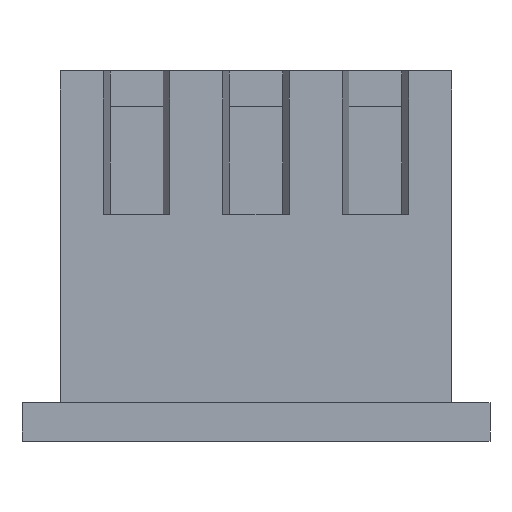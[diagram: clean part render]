
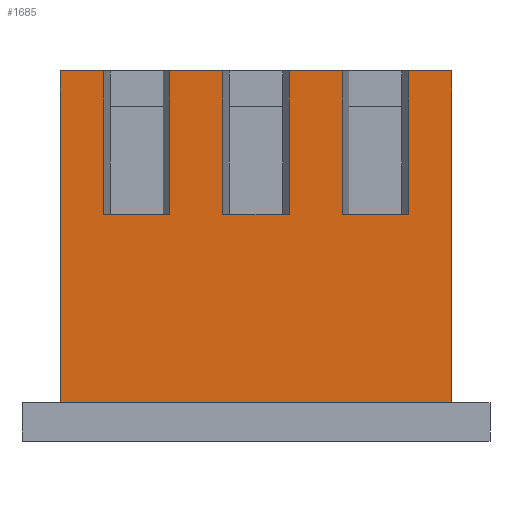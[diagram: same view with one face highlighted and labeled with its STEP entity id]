
A CAD part, front view. The second image highlights one B-rep face of the part: STEP entity #1685.
In plain terms, the highlighted planar face has unit normal (0, -1, 0).
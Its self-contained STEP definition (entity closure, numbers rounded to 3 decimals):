
#43 = CARTESIAN_POINT ( 'NONE',  ( 3.198, 0., 0.875 ) ) ;
#76 = DIRECTION ( 'NONE',  ( 0., 0., -1. ) ) ;
#167 = CARTESIAN_POINT ( 'NONE',  ( 0.698, 0., 0.875 ) ) ;
#199 = ORIENTED_EDGE ( 'NONE', *, *, #2351, .T. ) ;
#200 = DIRECTION ( 'NONE',  ( 1., 0., 0. ) ) ;
#202 = DIRECTION ( 'NONE',  ( 0., 0., 1. ) ) ;
#208 = VECTOR ( 'NONE', #1041, 1000. ) ;
#217 = CARTESIAN_POINT ( 'NONE',  ( 4.1, 0., 3.875 ) ) ;
#218 = PLANE ( 'NONE',  #591 ) ;
#260 = ORIENTED_EDGE ( 'NONE', *, *, #965, .F. ) ;
#290 = VERTEX_POINT ( 'NONE', #631 ) ;
#296 = EDGE_LOOP ( 'NONE', ( #1400, #2725, #1409, #1118, #1591, #199, #2624, #2121, #1653, #720, #2185, #2603, #1147, #1269, #2067, #260 ) ) ;
#298 = LINE ( 'NONE', #2934, #378 ) ;
#310 = VERTEX_POINT ( 'NONE', #2334 ) ;
#322 = DIRECTION ( 'NONE',  ( 0., 0., 1. ) ) ;
#378 = VECTOR ( 'NONE', #2964, 1000. ) ;
#419 = VERTEX_POINT ( 'NONE', #167 ) ;
#458 = CARTESIAN_POINT ( 'NONE',  ( 1.802, 0., 3.875 ) ) ;
#471 = VERTEX_POINT ( 'NONE', #1666 ) ;
#482 = LINE ( 'NONE', #217, #1831 ) ;
#492 = EDGE_CURVE ( 'NONE', #290, #419, #1140, .T. ) ;
#513 = VECTOR ( 'NONE', #2104, 1000. ) ;
#570 = CARTESIAN_POINT ( 'NONE',  ( -4.1, 0., 3.875 ) ) ;
#576 = CARTESIAN_POINT ( 'NONE',  ( 4.1, 0., 3.875 ) ) ;
#590 = EDGE_CURVE ( 'NONE', #1914, #3079, #482, .T. ) ;
#591 = AXIS2_PLACEMENT_3D ( 'NONE', #1667, #951, #202 ) ;
#631 = CARTESIAN_POINT ( 'NONE',  ( -0.698, 0., 0.875 ) ) ;
#653 = EDGE_CURVE ( 'NONE', #2706, #1840, #2878, .T. ) ;
#661 = CARTESIAN_POINT ( 'NONE',  ( -0.698, 0., 0.875 ) ) ;
#720 = ORIENTED_EDGE ( 'NONE', *, *, #2499, .F. ) ;
#852 = CARTESIAN_POINT ( 'NONE',  ( 4.1, 0., 3.875 ) ) ;
#911 = VERTEX_POINT ( 'NONE', #1137 ) ;
#934 = CARTESIAN_POINT ( 'NONE',  ( -3.198, 0., 0.875 ) ) ;
#951 = DIRECTION ( 'NONE',  ( 0., 1., 0. ) ) ;
#959 = DIRECTION ( 'NONE',  ( -1., 0., 0. ) ) ;
#965 = EDGE_CURVE ( 'NONE', #419, #1344, #1002, .T. ) ;
#967 = EDGE_CURVE ( 'NONE', #1840, #1629, #2644, .T. ) ;
#1002 = LINE ( 'NONE', #1970, #2066 ) ;
#1005 = VECTOR ( 'NONE', #2147, 1000. ) ;
#1024 = CARTESIAN_POINT ( 'NONE',  ( 4.1, 0., -3.075 ) ) ;
#1041 = DIRECTION ( 'NONE',  ( -1., 0., 0. ) ) ;
#1097 = CARTESIAN_POINT ( 'NONE',  ( 4.1, 0., 3.875 ) ) ;
#1115 = CARTESIAN_POINT ( 'NONE',  ( -1.802, 0., 0.875 ) ) ;
#1118 = ORIENTED_EDGE ( 'NONE', *, *, #2570, .F. ) ;
#1137 = CARTESIAN_POINT ( 'NONE',  ( -1.802, 0., 0.875 ) ) ;
#1140 = LINE ( 'NONE', #1413, #2089 ) ;
#1147 = ORIENTED_EDGE ( 'NONE', *, *, #653, .F. ) ;
#1176 = CARTESIAN_POINT ( 'NONE',  ( 3.198, 0., 3.875 ) ) ;
#1214 = CARTESIAN_POINT ( 'NONE',  ( 4.1, 0., 3.875 ) ) ;
#1233 = LINE ( 'NONE', #1214, #2283 ) ;
#1247 = VERTEX_POINT ( 'NONE', #458 ) ;
#1255 = DIRECTION ( 'NONE',  ( 0., 0., 1. ) ) ;
#1256 = VECTOR ( 'NONE', #2305, 1000. ) ;
#1269 = ORIENTED_EDGE ( 'NONE', *, *, #1881, .T. ) ;
#1304 = VECTOR ( 'NONE', #2130, 1000. ) ;
#1344 = VERTEX_POINT ( 'NONE', #1484 ) ;
#1400 = ORIENTED_EDGE ( 'NONE', *, *, #492, .F. ) ;
#1408 = EDGE_CURVE ( 'NONE', #1247, #1344, #298, .T. ) ;
#1409 = ORIENTED_EDGE ( 'NONE', *, *, #2770, .T. ) ;
#1413 = CARTESIAN_POINT ( 'NONE',  ( 0.698, 0., 0.875 ) ) ;
#1455 = EDGE_CURVE ( 'NONE', #1578, #2105, #1962, .T. ) ;
#1484 = CARTESIAN_POINT ( 'NONE',  ( 0.698, 0., 3.875 ) ) ;
#1490 = DIRECTION ( 'NONE',  ( 0., 0., 1. ) ) ;
#1532 = CARTESIAN_POINT ( 'NONE',  ( 4.1, 0., -3.075 ) ) ;
#1549 = DIRECTION ( 'NONE',  ( 0., 0., -1. ) ) ;
#1553 = LINE ( 'NONE', #2518, #1835 ) ;
#1578 = VERTEX_POINT ( 'NONE', #1814 ) ;
#1591 = ORIENTED_EDGE ( 'NONE', *, *, #1687, .F. ) ;
#1629 = VERTEX_POINT ( 'NONE', #1176 ) ;
#1650 = EDGE_CURVE ( 'NONE', #290, #2005, #2350, .T. ) ;
#1653 = ORIENTED_EDGE ( 'NONE', *, *, #1455, .T. ) ;
#1666 = CARTESIAN_POINT ( 'NONE',  ( -1.802, 0., 3.875 ) ) ;
#1667 = CARTESIAN_POINT ( 'NONE',  ( 4.1, 0., 3.875 ) ) ;
#1682 = DIRECTION ( 'NONE',  ( 1., 0., 0. ) ) ;
#1685 = ADVANCED_FACE ( 'NONE', ( #3085 ), #218, .F. ) ;
#1687 = EDGE_CURVE ( 'NONE', #310, #911, #2630, .T. ) ;
#1814 = CARTESIAN_POINT ( 'NONE',  ( -4.1, 0., -3.075 ) ) ;
#1831 = VECTOR ( 'NONE', #2165, 1000. ) ;
#1835 = VECTOR ( 'NONE', #322, 1000. ) ;
#1839 = CARTESIAN_POINT ( 'NONE',  ( -0.698, 0., 3.875 ) ) ;
#1840 = VERTEX_POINT ( 'NONE', #2272 ) ;
#1881 = EDGE_CURVE ( 'NONE', #2706, #1247, #1553, .T. ) ;
#1888 = VERTEX_POINT ( 'NONE', #852 ) ;
#1914 = VERTEX_POINT ( 'NONE', #2739 ) ;
#1937 = VECTOR ( 'NONE', #1490, 1000. ) ;
#1962 = LINE ( 'NONE', #1532, #1256 ) ;
#1970 = CARTESIAN_POINT ( 'NONE',  ( 0.698, 0., 0.875 ) ) ;
#2005 = VERTEX_POINT ( 'NONE', #1839 ) ;
#2031 = LINE ( 'NONE', #576, #2044 ) ;
#2044 = VECTOR ( 'NONE', #1549, 1000. ) ;
#2066 = VECTOR ( 'NONE', #2874, 1000. ) ;
#2067 = ORIENTED_EDGE ( 'NONE', *, *, #1408, .T. ) ;
#2089 = VECTOR ( 'NONE', #200, 1000. ) ;
#2104 = DIRECTION ( 'NONE',  ( 0., 0., 1. ) ) ;
#2105 = VERTEX_POINT ( 'NONE', #1024 ) ;
#2113 = VECTOR ( 'NONE', #1255, 1000. ) ;
#2121 = ORIENTED_EDGE ( 'NONE', *, *, #2191, .T. ) ;
#2130 = DIRECTION ( 'NONE',  ( 0., 0., 1. ) ) ;
#2147 = DIRECTION ( 'NONE',  ( 1., 0., 0. ) ) ;
#2161 = VECTOR ( 'NONE', #1682, 1000. ) ;
#2165 = DIRECTION ( 'NONE',  ( -1., 0., 0. ) ) ;
#2170 = EDGE_CURVE ( 'NONE', #1888, #1629, #2535, .T. ) ;
#2185 = ORIENTED_EDGE ( 'NONE', *, *, #2170, .T. ) ;
#2191 = EDGE_CURVE ( 'NONE', #3079, #1578, #2261, .T. ) ;
#2261 = LINE ( 'NONE', #570, #2786 ) ;
#2272 = CARTESIAN_POINT ( 'NONE',  ( 3.198, 0., 0.875 ) ) ;
#2283 = VECTOR ( 'NONE', #959, 1000. ) ;
#2305 = DIRECTION ( 'NONE',  ( 1., 0., 0. ) ) ;
#2334 = CARTESIAN_POINT ( 'NONE',  ( -3.198, 0., 0.875 ) ) ;
#2350 = LINE ( 'NONE', #661, #1304 ) ;
#2351 = EDGE_CURVE ( 'NONE', #310, #1914, #3097, .T. ) ;
#2371 = LINE ( 'NONE', #1115, #513 ) ;
#2499 = EDGE_CURVE ( 'NONE', #1888, #2105, #2031, .T. ) ;
#2518 = CARTESIAN_POINT ( 'NONE',  ( 1.802, 0., 0.875 ) ) ;
#2535 = LINE ( 'NONE', #1097, #208 ) ;
#2570 = EDGE_CURVE ( 'NONE', #911, #471, #2371, .T. ) ;
#2603 = ORIENTED_EDGE ( 'NONE', *, *, #967, .F. ) ;
#2624 = ORIENTED_EDGE ( 'NONE', *, *, #590, .T. ) ;
#2630 = LINE ( 'NONE', #3100, #1005 ) ;
#2644 = LINE ( 'NONE', #2925, #2113 ) ;
#2667 = CARTESIAN_POINT ( 'NONE',  ( 1.802, 0., 0.875 ) ) ;
#2706 = VERTEX_POINT ( 'NONE', #2667 ) ;
#2725 = ORIENTED_EDGE ( 'NONE', *, *, #1650, .T. ) ;
#2739 = CARTESIAN_POINT ( 'NONE',  ( -3.198, 0., 3.875 ) ) ;
#2770 = EDGE_CURVE ( 'NONE', #2005, #471, #1233, .T. ) ;
#2786 = VECTOR ( 'NONE', #76, 1000. ) ;
#2846 = CARTESIAN_POINT ( 'NONE',  ( -4.1, 0., 3.875 ) ) ;
#2874 = DIRECTION ( 'NONE',  ( 0., 0., 1. ) ) ;
#2878 = LINE ( 'NONE', #43, #2161 ) ;
#2925 = CARTESIAN_POINT ( 'NONE',  ( 3.198, 0., 0.875 ) ) ;
#2934 = CARTESIAN_POINT ( 'NONE',  ( 4.1, 0., 3.875 ) ) ;
#2964 = DIRECTION ( 'NONE',  ( -1., 0., 0. ) ) ;
#3079 = VERTEX_POINT ( 'NONE', #2846 ) ;
#3085 = FACE_OUTER_BOUND ( 'NONE', #296, .T. ) ;
#3097 = LINE ( 'NONE', #934, #1937 ) ;
#3100 = CARTESIAN_POINT ( 'NONE',  ( -1.802, 0., 0.875 ) ) ;
